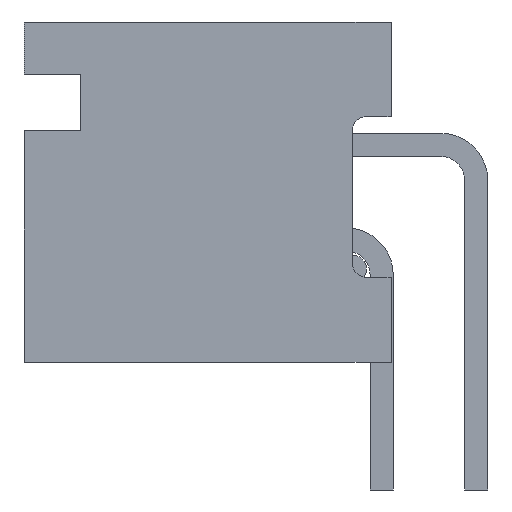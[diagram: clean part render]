
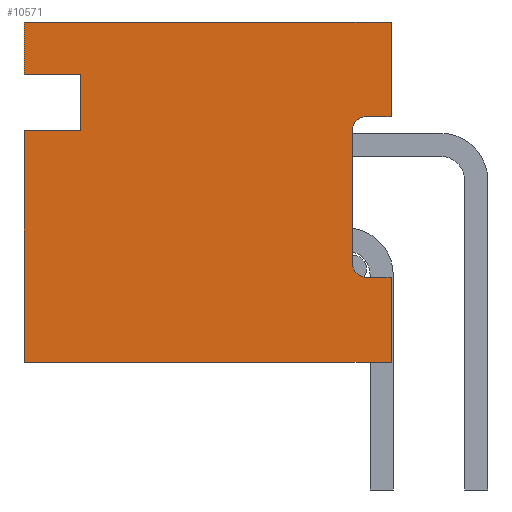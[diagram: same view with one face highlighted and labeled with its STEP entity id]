
A CAD part, left-side view. The second image highlights one B-rep face of the part: STEP entity #10571.
In plain terms, the highlighted planar face has unit normal (-1, 0, 0).
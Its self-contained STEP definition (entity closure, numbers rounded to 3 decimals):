
#8390=CARTESIAN_POINT('',(-16.51,2.057,6.223));
#8391=VERTEX_POINT('',#8390);
#8398=CARTESIAN_POINT('',(-16.51,2.057,2.667));
#8399=VERTEX_POINT('',#8398);
#8400=CARTESIAN_POINT('',(-16.51,2.057,2.667));
#8401=DIRECTION('',(0.0,0.0,1.0));
#8402=VECTOR('',#8401,3.556);
#8403=LINE('',#8400,#8402);
#8404=EDGE_CURVE('',#8399,#8391,#8403,.T.);
#9227=CARTESIAN_POINT('',(-16.51,10.871,0.));
#9228=VERTEX_POINT('',#9227);
#9235=CARTESIAN_POINT('',(-16.51,10.871,6.223));
#9236=VERTEX_POINT('',#9235);
#9237=CARTESIAN_POINT('',(-16.51,10.871,6.223));
#9238=DIRECTION('',(0.0,0.0,-1.0));
#9239=VECTOR('',#9238,6.223);
#9240=LINE('',#9237,#9239);
#9241=EDGE_CURVE('',#9236,#9228,#9240,.T.);
#9801=CARTESIAN_POINT('',(-16.51,9.347,6.223));
#9802=VERTEX_POINT('',#9801);
#9803=CARTESIAN_POINT('',(-16.51,9.347,6.223));
#9804=DIRECTION('',(0.0,1.0,0.0));
#9805=VECTOR('',#9804,1.524);
#9806=LINE('',#9803,#9805);
#9807=EDGE_CURVE('',#9802,#9236,#9806,.T.);
#9858=CARTESIAN_POINT('',(-16.51,9.347,7.747));
#9859=VERTEX_POINT('',#9858);
#9860=CARTESIAN_POINT('',(-16.51,9.347,7.747));
#9861=DIRECTION('',(0.0,0.0,-1.0));
#9862=VECTOR('',#9861,1.524);
#9863=LINE('',#9860,#9862);
#9864=EDGE_CURVE('',#9859,#9802,#9863,.T.);
#9907=CARTESIAN_POINT('',(-16.51,10.871,7.747));
#9908=VERTEX_POINT('',#9907);
#9909=CARTESIAN_POINT('',(-16.51,10.871,7.747));
#9910=DIRECTION('',(0.0,-1.0,0.0));
#9911=VECTOR('',#9910,1.524);
#9912=LINE('',#9909,#9911);
#9913=EDGE_CURVE('',#9908,#9859,#9912,.T.);
#10134=CARTESIAN_POINT('',(-16.51,10.871,9.144));
#10135=VERTEX_POINT('',#10134);
#10136=CARTESIAN_POINT('',(-16.51,10.871,9.144));
#10137=DIRECTION('',(0.0,0.0,-1.0));
#10138=VECTOR('',#10137,1.397);
#10139=LINE('',#10136,#10138);
#10140=EDGE_CURVE('',#10135,#9908,#10139,.T.);
#10361=CARTESIAN_POINT('',(-16.51,1.016,9.144));
#10362=VERTEX_POINT('',#10361);
#10363=CARTESIAN_POINT('',(-16.51,10.871,9.144));
#10364=DIRECTION('',(0.0,-1.0,0.0));
#10365=VECTOR('',#10364,9.855);
#10366=LINE('',#10363,#10365);
#10367=EDGE_CURVE('',#10135,#10362,#10366,.T.);
#10492=CARTESIAN_POINT('',(-16.51,1.676,6.604));
#10493=VERTEX_POINT('',#10492);
#10500=CARTESIAN_POINT('',(-16.51,1.676,6.223));
#10501=DIRECTION('',(1.0,0.0,0.0));
#10502=DIRECTION('',(0.0,1.0,0.0));
#10503=AXIS2_PLACEMENT_3D('',#10500,#10501,#10502);
#10504=CIRCLE('',#10503,0.381);
#10505=EDGE_CURVE('',#8391,#10493,#10504,.T.);
#10511=CARTESIAN_POINT('',(-16.51,11.364,-0.457));
#10512=DIRECTION('',(-1.0,0.0,0.0));
#10513=DIRECTION('',(0.0,-1.0,0.0));
#10514=AXIS2_PLACEMENT_3D('',#10511,#10512,#10513);
#10515=PLANE('',#10514);
#10516=CARTESIAN_POINT('',(-16.51,1.016,6.604));
#10517=VERTEX_POINT('',#10516);
#10518=CARTESIAN_POINT('',(-16.51,1.016,9.144));
#10519=DIRECTION('',(0.0,0.0,-1.0));
#10520=VECTOR('',#10519,2.54);
#10521=LINE('',#10518,#10520);
#10522=EDGE_CURVE('',#10362,#10517,#10521,.T.);
#10523=ORIENTED_EDGE('',*,*,#10522,.F.);
#10524=ORIENTED_EDGE('',*,*,#10367,.F.);
#10525=ORIENTED_EDGE('',*,*,#10140,.T.);
#10526=ORIENTED_EDGE('',*,*,#9913,.T.);
#10527=ORIENTED_EDGE('',*,*,#9864,.T.);
#10528=ORIENTED_EDGE('',*,*,#9807,.T.);
#10529=ORIENTED_EDGE('',*,*,#9241,.T.);
#10530=CARTESIAN_POINT('',(-16.51,1.016,0.0));
#10531=VERTEX_POINT('',#10530);
#10532=CARTESIAN_POINT('',(-16.51,1.016,0.0));
#10533=DIRECTION('',(0.0,1.0,0.0));
#10534=VECTOR('',#10533,9.855);
#10535=LINE('',#10532,#10534);
#10536=EDGE_CURVE('',#10531,#9228,#10535,.T.);
#10537=ORIENTED_EDGE('',*,*,#10536,.F.);
#10538=CARTESIAN_POINT('',(-16.51,1.016,2.286));
#10539=VERTEX_POINT('',#10538);
#10540=CARTESIAN_POINT('',(-16.51,1.016,2.286));
#10541=DIRECTION('',(0.0,0.0,-1.0));
#10542=VECTOR('',#10541,2.286);
#10543=LINE('',#10540,#10542);
#10544=EDGE_CURVE('',#10539,#10531,#10543,.T.);
#10545=ORIENTED_EDGE('',*,*,#10544,.F.);
#10546=CARTESIAN_POINT('',(-16.51,1.676,2.286));
#10547=VERTEX_POINT('',#10546);
#10548=CARTESIAN_POINT('',(-16.51,1.676,2.286));
#10549=DIRECTION('',(0.0,-1.0,0.0));
#10550=VECTOR('',#10549,0.66);
#10551=LINE('',#10548,#10550);
#10552=EDGE_CURVE('',#10547,#10539,#10551,.T.);
#10553=ORIENTED_EDGE('',*,*,#10552,.F.);
#10554=CARTESIAN_POINT('',(-16.51,1.676,2.667));
#10555=DIRECTION('',(1.0,0.0,0.0));
#10556=DIRECTION('',(0.0,0.0,-1.0));
#10557=AXIS2_PLACEMENT_3D('',#10554,#10555,#10556);
#10558=CIRCLE('',#10557,0.381);
#10559=EDGE_CURVE('',#10547,#8399,#10558,.T.);
#10560=ORIENTED_EDGE('',*,*,#10559,.T.);
#10561=ORIENTED_EDGE('',*,*,#8404,.T.);
#10562=ORIENTED_EDGE('',*,*,#10505,.T.);
#10563=CARTESIAN_POINT('',(-16.51,1.676,6.604));
#10564=DIRECTION('',(0.0,-1.0,0.0));
#10565=VECTOR('',#10564,0.66);
#10566=LINE('',#10563,#10565);
#10567=EDGE_CURVE('',#10493,#10517,#10566,.T.);
#10568=ORIENTED_EDGE('',*,*,#10567,.T.);
#10569=EDGE_LOOP('',(#10523,#10524,#10525,#10526,#10527,#10528,#10529,#10537,#10545,#10553,#10560,#10561,#10562,#10568));
#10570=FACE_OUTER_BOUND('',#10569,.T.);
#10571=ADVANCED_FACE('',(#10570),#10515,.T.);
